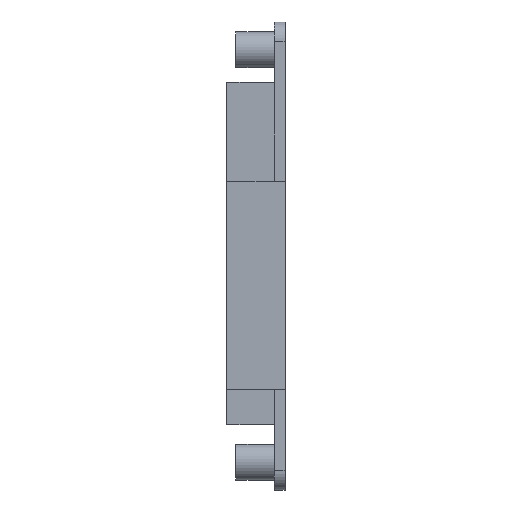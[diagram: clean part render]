
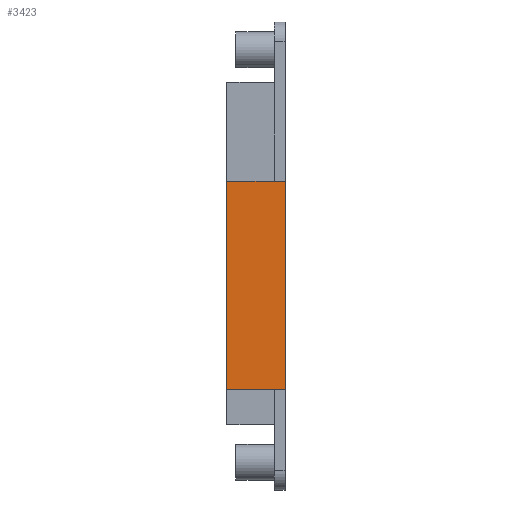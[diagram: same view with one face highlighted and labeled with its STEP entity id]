
A CAD part, left-side view. The second image highlights one B-rep face of the part: STEP entity #3423.
In plain terms, the highlighted planar face has unit normal (-1, 0, 0).
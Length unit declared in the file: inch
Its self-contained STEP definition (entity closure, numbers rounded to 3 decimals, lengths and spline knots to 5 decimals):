
#4 = LINE ( 'NONE', #1107, #2934 ) ;
#215 = VECTOR ( 'NONE', #3497, 39.37008 ) ;
#416 = LINE ( 'NONE', #2894, #215 ) ;
#469 = DIRECTION ( 'NONE',  ( 0., 0., 1. ) ) ;
#488 = VERTEX_POINT ( 'NONE', #2005 ) ;
#731 = CARTESIAN_POINT ( 'NONE',  ( -1.89282, 0.25591, -0.52327 ) ) ;
#829 = DIRECTION ( 'NONE',  ( 0., -1., 0. ) ) ;
#868 = ORIENTED_EDGE ( 'NONE', *, *, #1098, .F. ) ;
#966 = LINE ( 'NONE', #731, #1135 ) ;
#1089 = CARTESIAN_POINT ( 'NONE',  ( -1.89282, 0.25591, -0.52327 ) ) ;
#1098 = EDGE_CURVE ( 'NONE', #3529, #1338, #966, .T. ) ;
#1101 = VECTOR ( 'NONE', #3535, 39.37008 ) ;
#1107 = CARTESIAN_POINT ( 'NONE',  ( -1.89282, 0.04724, 0.39012 ) ) ;
#1121 = EDGE_CURVE ( 'NONE', #3529, #2351, #416, .T. ) ;
#1135 = VECTOR ( 'NONE', #469, 39.37008 ) ;
#1166 = ORIENTED_EDGE ( 'NONE', *, *, #2442, .T. ) ;
#1338 = VERTEX_POINT ( 'NONE', #2260 ) ;
#1387 = EDGE_CURVE ( 'NONE', #1338, #488, #4, .T. ) ;
#1519 = EDGE_LOOP ( 'NONE', ( #1166, #1549, #868, #1713 ) ) ;
#1549 = ORIENTED_EDGE ( 'NONE', *, *, #1387, .F. ) ;
#1623 = FACE_OUTER_BOUND ( 'NONE', #1519, .T. ) ;
#1713 = ORIENTED_EDGE ( 'NONE', *, *, #1121, .T. ) ;
#1814 = DIRECTION ( 'NONE',  ( 1., 0., 0. ) ) ;
#1949 = LINE ( 'NONE', #2166, #1101 ) ;
#2005 = CARTESIAN_POINT ( 'NONE',  ( -1.89282, 0., 0.39012 ) ) ;
#2166 = CARTESIAN_POINT ( 'NONE',  ( -1.89282, 0., -0.52327 ) ) ;
#2260 = CARTESIAN_POINT ( 'NONE',  ( -1.89282, 0.25591, 0.39012 ) ) ;
#2351 = VERTEX_POINT ( 'NONE', #2493 ) ;
#2442 = EDGE_CURVE ( 'NONE', #2351, #488, #1949, .T. ) ;
#2493 = CARTESIAN_POINT ( 'NONE',  ( -1.89282, 0., -0.52327 ) ) ;
#2719 = PLANE ( 'NONE',  #3261 ) ;
#2894 = CARTESIAN_POINT ( 'NONE',  ( -1.89282, 0.04724, -0.52327 ) ) ;
#2898 = DIRECTION ( 'NONE',  ( 0., 0., -1. ) ) ;
#2934 = VECTOR ( 'NONE', #829, 39.37008 ) ;
#3256 = CARTESIAN_POINT ( 'NONE',  ( -1.89282, 0.04724, -0.52327 ) ) ;
#3261 = AXIS2_PLACEMENT_3D ( 'NONE', #3256, #1814, #2898 ) ;
#3423 = ADVANCED_FACE ( 'NONE', ( #1623 ), #2719, .F. ) ;
#3497 = DIRECTION ( 'NONE',  ( 0., -1., 0. ) ) ;
#3529 = VERTEX_POINT ( 'NONE', #1089 ) ;
#3535 = DIRECTION ( 'NONE',  ( 0., 0., 1. ) ) ;
